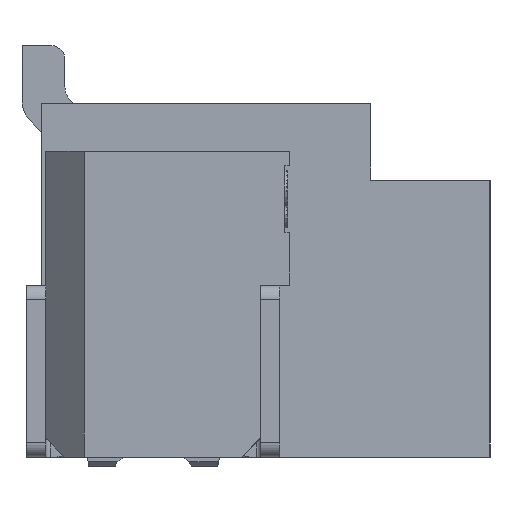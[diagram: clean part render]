
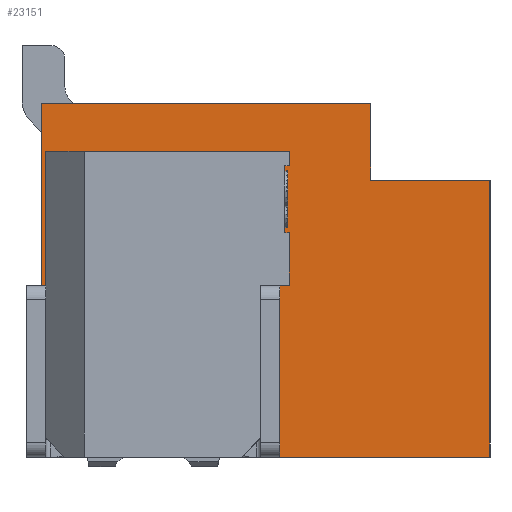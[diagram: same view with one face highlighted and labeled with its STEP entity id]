
A CAD part, left-side view. The second image highlights one B-rep face of the part: STEP entity #23151.
In plain terms, the highlighted planar face has unit normal (-1, 0, 0).
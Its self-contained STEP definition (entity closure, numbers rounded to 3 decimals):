
#5=DIRECTION('',(0.,1.,0.));
#6=VECTOR('',#5,3.45);
#7=CARTESIAN_POINT('',(-6.6,-1.45,3.7));
#8=LINE('',#7,#6);
#202=DIRECTION('',(0.,0.,1.));
#203=VECTOR('',#202,0.8);
#204=CARTESIAN_POINT('',(-6.6,-1.45,2.9));
#205=LINE('',#204,#203);
#238=DIRECTION('',(0.,0.,1.));
#239=VECTOR('',#238,2.9);
#240=CARTESIAN_POINT('',(-6.6,-2.7,0.));
#241=LINE('',#240,#239);
#438=DIRECTION('',(0.,-1.,0.));
#439=VECTOR('',#438,0.05);
#440=CARTESIAN_POINT('',(-6.6,2.,0.));
#441=LINE('',#440,#439);
#442=DIRECTION('',(0.,-1.,0.));
#443=VECTOR('',#442,2.4);
#444=CARTESIAN_POINT('',(-6.6,-0.3,0.));
#445=LINE('',#444,#443);
#8118=DIRECTION('',(0.,0.,-1.));
#8119=VECTOR('',#8118,3.7);
#8120=CARTESIAN_POINT('',(-6.6,2.,3.7));
#8121=LINE('',#8120,#8119);
#8126=DIRECTION('',(0.,-1.,0.));
#8127=VECTOR('',#8126,1.25);
#8128=CARTESIAN_POINT('',(-6.6,-1.45,2.9));
#8129=LINE('',#8128,#8127);
#8130=DIRECTION('',(0.,1.,0.));
#8131=VECTOR('',#8130,0.05);
#8132=CARTESIAN_POINT('',(-6.6,-0.6,2.35));
#8133=LINE('',#8132,#8131);
#8146=DIRECTION('',(0.,0.,1.));
#8147=VECTOR('',#8146,3.2);
#8148=CARTESIAN_POINT('',(-6.6,1.95,0.));
#8149=LINE('',#8148,#8147);
#8243=DIRECTION('',(0.,-1.,0.));
#8244=VECTOR('',#8243,2.55);
#8245=CARTESIAN_POINT('',(-6.6,1.95,3.2));
#8246=LINE('',#8245,#8244);
#8362=DIRECTION('',(0.,1.,0.));
#8363=VECTOR('',#8362,0.3);
#8364=CARTESIAN_POINT('',(-6.6,-0.6,1.8));
#8365=LINE('',#8364,#8363);
#8394=DIRECTION('',(0.,0.,-1.));
#8395=VECTOR('',#8394,1.8);
#8396=CARTESIAN_POINT('',(-6.6,-0.3,1.8));
#8397=LINE('',#8396,#8395);
#9079=DIRECTION('',(0.,0.,-1.));
#9080=VECTOR('',#9079,0.55);
#9081=CARTESIAN_POINT('',(-6.6,-0.6,2.35));
#9082=LINE('',#9081,#9080);
#9091=DIRECTION('',(0.,0.,-1.));
#9092=VECTOR('',#9091,0.7);
#9093=CARTESIAN_POINT('',(-6.6,-0.55,3.05));
#9094=LINE('',#9093,#9092);
#9243=DIRECTION('',(0.,1.,0.));
#9244=VECTOR('',#9243,0.05);
#9245=CARTESIAN_POINT('',(-6.6,-0.6,3.05));
#9246=LINE('',#9245,#9244);
#9251=DIRECTION('',(0.,0.,-1.));
#9252=VECTOR('',#9251,0.15);
#9253=CARTESIAN_POINT('',(-6.6,-0.6,3.2));
#9254=LINE('',#9253,#9252);
#10101=CARTESIAN_POINT('',(-6.6,-1.45,3.7));
#10103=VERTEX_POINT('',#10101);
#10104=CARTESIAN_POINT('',(-6.6,2.,3.7));
#10105=VERTEX_POINT('',#10104);
#10202=CARTESIAN_POINT('',(-6.6,-1.45,2.9));
#10203=VERTEX_POINT('',#10202);
#10216=CARTESIAN_POINT('',(-6.6,-2.7,2.9));
#10218=VERTEX_POINT('',#10216);
#10232=CARTESIAN_POINT('',(-6.6,-2.7,0.));
#10233=VERTEX_POINT('',#10232);
#10630=CARTESIAN_POINT('',(-6.6,2.,0.));
#10631=VERTEX_POINT('',#10630);
#10632=CARTESIAN_POINT('',(-6.6,1.95,0.));
#10633=VERTEX_POINT('',#10632);
#10634=CARTESIAN_POINT('',(-6.6,-0.3,0.));
#10635=VERTEX_POINT('',#10634);
#12532=CARTESIAN_POINT('',(-6.6,1.95,3.2));
#12533=VERTEX_POINT('',#12532);
#12534=CARTESIAN_POINT('',(-6.6,-0.3,1.8));
#12535=VERTEX_POINT('',#12534);
#12536=CARTESIAN_POINT('',(-6.6,-0.6,1.8));
#12537=VERTEX_POINT('',#12536);
#12538=CARTESIAN_POINT('',(-6.6,-0.6,2.35));
#12539=VERTEX_POINT('',#12538);
#12540=CARTESIAN_POINT('',(-6.6,-0.55,2.35));
#12541=VERTEX_POINT('',#12540);
#12542=CARTESIAN_POINT('',(-6.6,-0.55,3.05));
#12543=VERTEX_POINT('',#12542);
#12544=CARTESIAN_POINT('',(-6.6,-0.6,3.05));
#12545=VERTEX_POINT('',#12544);
#12546=CARTESIAN_POINT('',(-6.6,-0.6,3.2));
#12547=VERTEX_POINT('',#12546);
#23119=CARTESIAN_POINT('',(-6.6,-0.35,1.85));
#23120=DIRECTION('',(1.,0.,0.));
#23121=DIRECTION('',(0.,1.,0.));
#23122=AXIS2_PLACEMENT_3D('',#23119,#23120,#23121);
#23123=PLANE('',#23122);
#23125=ORIENTED_EDGE('',*,*,#23124,.F.);
#23126=ORIENTED_EDGE('',*,*,#13435,.F.);
#23127=ORIENTED_EDGE('',*,*,#23113,.F.);
#23128=ORIENTED_EDGE('',*,*,#13115,.F.);
#23129=ORIENTED_EDGE('',*,*,#13226,.F.);
#23130=ORIENTED_EDGE('',*,*,#13297,.T.);
#23131=ORIENTED_EDGE('',*,*,#13313,.F.);
#23132=ORIENTED_EDGE('',*,*,#13439,.F.);
#23134=ORIENTED_EDGE('',*,*,#23133,.F.);
#23136=ORIENTED_EDGE('',*,*,#23135,.F.);
#23138=ORIENTED_EDGE('',*,*,#23137,.F.);
#23140=ORIENTED_EDGE('',*,*,#23139,.T.);
#23142=ORIENTED_EDGE('',*,*,#23141,.F.);
#23144=ORIENTED_EDGE('',*,*,#23143,.F.);
#23146=ORIENTED_EDGE('',*,*,#23145,.F.);
#23148=ORIENTED_EDGE('',*,*,#23147,.F.);
#23149=EDGE_LOOP('',(#23125,#23126,#23127,#23128,#23129,#23130,#23131,#23132,
#23134,#23136,#23138,#23140,#23142,#23144,#23146,#23148));
#23150=FACE_OUTER_BOUND('',#23149,.F.);
#13115=EDGE_CURVE('',#10103,#10105,#8,.T.);
#13226=EDGE_CURVE('',#10203,#10103,#205,.T.);
#13297=EDGE_CURVE('',#10203,#10218,#8129,.T.);
#13313=EDGE_CURVE('',#10233,#10218,#241,.T.);
#13435=EDGE_CURVE('',#10631,#10633,#441,.T.);
#13439=EDGE_CURVE('',#10635,#10233,#445,.T.);
#23113=EDGE_CURVE('',#10105,#10631,#8121,.T.);
#23124=EDGE_CURVE('',#10633,#12533,#8149,.T.);
#23133=EDGE_CURVE('',#12535,#10635,#8397,.T.);
#23135=EDGE_CURVE('',#12537,#12535,#8365,.T.);
#23137=EDGE_CURVE('',#12539,#12537,#9082,.T.);
#23139=EDGE_CURVE('',#12539,#12541,#8133,.T.);
#23141=EDGE_CURVE('',#12543,#12541,#9094,.T.);
#23143=EDGE_CURVE('',#12545,#12543,#9246,.T.);
#23145=EDGE_CURVE('',#12547,#12545,#9254,.T.);
#23147=EDGE_CURVE('',#12533,#12547,#8246,.T.);
#23151=ADVANCED_FACE('',(#23150),#23123,.F.);
